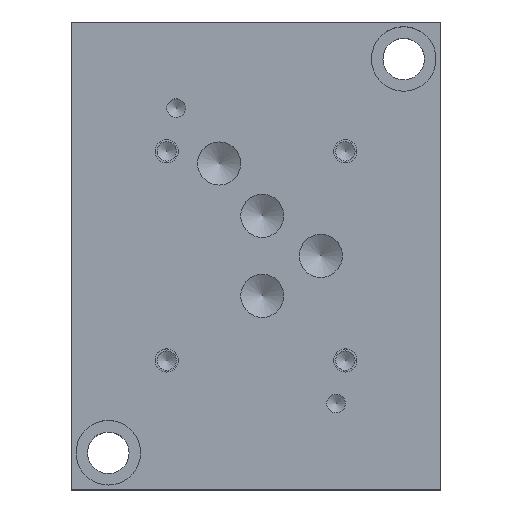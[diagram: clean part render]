
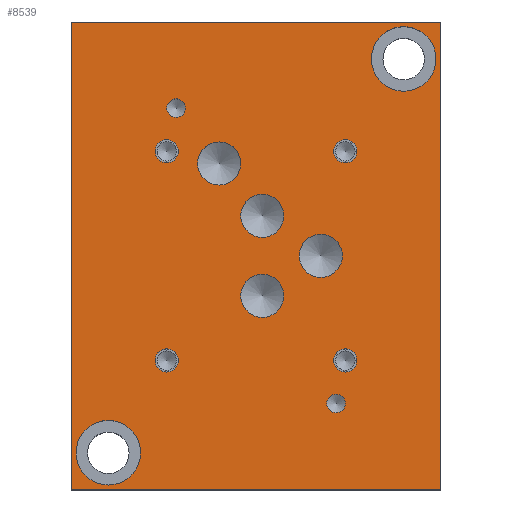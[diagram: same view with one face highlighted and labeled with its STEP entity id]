
A CAD part, top view. The second image highlights one B-rep face of the part: STEP entity #8539.
In plain terms, the highlighted planar face has unit normal (0, 0, 1).
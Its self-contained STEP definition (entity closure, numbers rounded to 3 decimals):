
#82=CIRCLE('',#8796,8.331);
#83=CIRCLE('',#8797,8.331);
#87=CIRCLE('',#8803,8.331);
#88=CIRCLE('',#8804,8.331);
#186=CIRCLE('',#8955,2.388);
#187=CIRCLE('',#8956,2.388);
#190=CIRCLE('',#8961,2.388);
#191=CIRCLE('',#8962,2.388);
#194=CIRCLE('',#8967,5.556);
#195=CIRCLE('',#8968,5.556);
#198=CIRCLE('',#8973,5.556);
#199=CIRCLE('',#8974,5.556);
#202=CIRCLE('',#8979,5.556);
#203=CIRCLE('',#8980,5.556);
#206=CIRCLE('',#8985,5.563);
#207=CIRCLE('',#8986,5.563);
#213=CIRCLE('',#8995,2.997);
#214=CIRCLE('',#8996,2.997);
#220=CIRCLE('',#9006,2.997);
#221=CIRCLE('',#9007,2.997);
#227=CIRCLE('',#9017,2.997);
#228=CIRCLE('',#9018,2.997);
#234=CIRCLE('',#9028,2.997);
#235=CIRCLE('',#9029,2.997);
#288=FACE_BOUND('',#1536,.T.);
#289=FACE_BOUND('',#1537,.T.);
#290=FACE_BOUND('',#1538,.T.);
#291=FACE_BOUND('',#1539,.T.);
#292=FACE_BOUND('',#1540,.T.);
#293=FACE_BOUND('',#1541,.T.);
#294=FACE_BOUND('',#1542,.T.);
#295=FACE_BOUND('',#1543,.T.);
#296=FACE_BOUND('',#1544,.T.);
#297=FACE_BOUND('',#1545,.T.);
#298=FACE_BOUND('',#1546,.T.);
#299=FACE_BOUND('',#1547,.T.);
#1052=FACE_OUTER_BOUND('',#1535,.T.);
#1535=EDGE_LOOP('',(#7480,#7481,#7482,#7483));
#1536=EDGE_LOOP('',(#7484,#7485));
#1537=EDGE_LOOP('',(#7486,#7487));
#1538=EDGE_LOOP('',(#7488,#7489));
#1539=EDGE_LOOP('',(#7490,#7491));
#1540=EDGE_LOOP('',(#7492,#7493));
#1541=EDGE_LOOP('',(#7494,#7495));
#1542=EDGE_LOOP('',(#7496,#7497));
#1543=EDGE_LOOP('',(#7498,#7499));
#1544=EDGE_LOOP('',(#7500,#7501));
#1545=EDGE_LOOP('',(#7502,#7503));
#1546=EDGE_LOOP('',(#7504,#7505));
#1547=EDGE_LOOP('',(#7506,#7507));
#1907=LINE('',#13220,#2714);
#2351=LINE('',#14611,#3158);
#2354=LINE('',#14617,#3161);
#2357=LINE('',#14621,#3164);
#2714=VECTOR('',#9589,10.);
#3158=VECTOR('',#10795,10.);
#3161=VECTOR('',#10800,10.);
#3164=VECTOR('',#10805,10.);
#3535=VERTEX_POINT('',#13217);
#3536=VERTEX_POINT('',#13219);
#3803=VERTEX_POINT('',#14137);
#3804=VERTEX_POINT('',#14138);
#3808=VERTEX_POINT('',#14150);
#3809=VERTEX_POINT('',#14151);
#3914=VERTEX_POINT('',#14448);
#3915=VERTEX_POINT('',#14449);
#3919=VERTEX_POINT('',#14461);
#3920=VERTEX_POINT('',#14462);
#3924=VERTEX_POINT('',#14474);
#3925=VERTEX_POINT('',#14475);
#3929=VERTEX_POINT('',#14487);
#3930=VERTEX_POINT('',#14488);
#3934=VERTEX_POINT('',#14500);
#3935=VERTEX_POINT('',#14501);
#3939=VERTEX_POINT('',#14513);
#3940=VERTEX_POINT('',#14514);
#3947=VERTEX_POINT('',#14533);
#3948=VERTEX_POINT('',#14534);
#3955=VERTEX_POINT('',#14555);
#3956=VERTEX_POINT('',#14556);
#3963=VERTEX_POINT('',#14577);
#3964=VERTEX_POINT('',#14578);
#3971=VERTEX_POINT('',#14599);
#3972=VERTEX_POINT('',#14600);
#3974=VERTEX_POINT('',#14610);
#3976=VERTEX_POINT('',#14616);
#4531=EDGE_CURVE('',#3536,#3535,#1907,.T.);
#4930=EDGE_CURVE('',#3803,#3804,#82,.T.);
#4931=EDGE_CURVE('',#3804,#3803,#83,.T.);
#4936=EDGE_CURVE('',#3808,#3809,#87,.T.);
#4937=EDGE_CURVE('',#3809,#3808,#88,.T.);
#5075=EDGE_CURVE('',#3914,#3915,#186,.T.);
#5076=EDGE_CURVE('',#3915,#3914,#187,.T.);
#5081=EDGE_CURVE('',#3919,#3920,#190,.T.);
#5082=EDGE_CURVE('',#3920,#3919,#191,.T.);
#5087=EDGE_CURVE('',#3924,#3925,#194,.T.);
#5088=EDGE_CURVE('',#3925,#3924,#195,.T.);
#5093=EDGE_CURVE('',#3929,#3930,#198,.T.);
#5094=EDGE_CURVE('',#3930,#3929,#199,.T.);
#5099=EDGE_CURVE('',#3934,#3935,#202,.T.);
#5100=EDGE_CURVE('',#3935,#3934,#203,.T.);
#5105=EDGE_CURVE('',#3939,#3940,#206,.T.);
#5106=EDGE_CURVE('',#3940,#3939,#207,.T.);
#5114=EDGE_CURVE('',#3947,#3948,#213,.T.);
#5115=EDGE_CURVE('',#3948,#3947,#214,.T.);
#5124=EDGE_CURVE('',#3955,#3956,#220,.T.);
#5125=EDGE_CURVE('',#3956,#3955,#221,.T.);
#5134=EDGE_CURVE('',#3963,#3964,#227,.T.);
#5135=EDGE_CURVE('',#3964,#3963,#228,.T.);
#5144=EDGE_CURVE('',#3971,#3972,#234,.T.);
#5145=EDGE_CURVE('',#3972,#3971,#235,.T.);
#5149=EDGE_CURVE('',#3974,#3536,#2351,.T.);
#5152=EDGE_CURVE('',#3976,#3974,#2354,.T.);
#5155=EDGE_CURVE('',#3535,#3976,#2357,.T.);
#7480=ORIENTED_EDGE('',*,*,#5155,.T.);
#7481=ORIENTED_EDGE('',*,*,#5152,.T.);
#7482=ORIENTED_EDGE('',*,*,#5149,.T.);
#7483=ORIENTED_EDGE('',*,*,#4531,.T.);
#7484=ORIENTED_EDGE('',*,*,#4930,.T.);
#7485=ORIENTED_EDGE('',*,*,#4931,.T.);
#7486=ORIENTED_EDGE('',*,*,#4936,.T.);
#7487=ORIENTED_EDGE('',*,*,#4937,.T.);
#7488=ORIENTED_EDGE('',*,*,#5075,.T.);
#7489=ORIENTED_EDGE('',*,*,#5076,.T.);
#7490=ORIENTED_EDGE('',*,*,#5081,.T.);
#7491=ORIENTED_EDGE('',*,*,#5082,.T.);
#7492=ORIENTED_EDGE('',*,*,#5087,.T.);
#7493=ORIENTED_EDGE('',*,*,#5088,.T.);
#7494=ORIENTED_EDGE('',*,*,#5093,.T.);
#7495=ORIENTED_EDGE('',*,*,#5094,.T.);
#7496=ORIENTED_EDGE('',*,*,#5099,.T.);
#7497=ORIENTED_EDGE('',*,*,#5100,.T.);
#7498=ORIENTED_EDGE('',*,*,#5105,.T.);
#7499=ORIENTED_EDGE('',*,*,#5106,.T.);
#7500=ORIENTED_EDGE('',*,*,#5114,.T.);
#7501=ORIENTED_EDGE('',*,*,#5115,.T.);
#7502=ORIENTED_EDGE('',*,*,#5124,.T.);
#7503=ORIENTED_EDGE('',*,*,#5125,.T.);
#7504=ORIENTED_EDGE('',*,*,#5134,.T.);
#7505=ORIENTED_EDGE('',*,*,#5135,.T.);
#7506=ORIENTED_EDGE('',*,*,#5144,.T.);
#7507=ORIENTED_EDGE('',*,*,#5145,.T.);
#7772=PLANE('',#9035);
#8539=ADVANCED_FACE('',(#1052,#288,#289,#290,#291,#292,#293,#294,#295,#296,
#297,#298,#299),#7772,.T.);
#8796=AXIS2_PLACEMENT_3D('',#14139,#10256,#10257);
#8797=AXIS2_PLACEMENT_3D('',#14140,#10258,#10259);
#8803=AXIS2_PLACEMENT_3D('',#14152,#10271,#10272);
#8804=AXIS2_PLACEMENT_3D('',#14153,#10273,#10274);
#8955=AXIS2_PLACEMENT_3D('',#14450,#10615,#10616);
#8956=AXIS2_PLACEMENT_3D('',#14451,#10617,#10618);
#8961=AXIS2_PLACEMENT_3D('',#14463,#10629,#10630);
#8962=AXIS2_PLACEMENT_3D('',#14464,#10631,#10632);
#8967=AXIS2_PLACEMENT_3D('',#14476,#10643,#10644);
#8968=AXIS2_PLACEMENT_3D('',#14477,#10645,#10646);
#8973=AXIS2_PLACEMENT_3D('',#14489,#10657,#10658);
#8974=AXIS2_PLACEMENT_3D('',#14490,#10659,#10660);
#8979=AXIS2_PLACEMENT_3D('',#14502,#10671,#10672);
#8980=AXIS2_PLACEMENT_3D('',#14503,#10673,#10674);
#8985=AXIS2_PLACEMENT_3D('',#14515,#10685,#10686);
#8986=AXIS2_PLACEMENT_3D('',#14516,#10687,#10688);
#8995=AXIS2_PLACEMENT_3D('',#14535,#10707,#10708);
#8996=AXIS2_PLACEMENT_3D('',#14536,#10709,#10710);
#9006=AXIS2_PLACEMENT_3D('',#14557,#10732,#10733);
#9007=AXIS2_PLACEMENT_3D('',#14558,#10734,#10735);
#9017=AXIS2_PLACEMENT_3D('',#14579,#10757,#10758);
#9018=AXIS2_PLACEMENT_3D('',#14580,#10759,#10760);
#9028=AXIS2_PLACEMENT_3D('',#14601,#10782,#10783);
#9029=AXIS2_PLACEMENT_3D('',#14602,#10784,#10785);
#9035=AXIS2_PLACEMENT_3D('',#14622,#10806,#10807);
#9589=DIRECTION('',(0.,-1.,0.));
#10256=DIRECTION('center_axis',(0.,0.,-1.));
#10257=DIRECTION('ref_axis',(1.,0.,0.));
#10258=DIRECTION('center_axis',(0.,0.,-1.));
#10259=DIRECTION('ref_axis',(1.,0.,0.));
#10271=DIRECTION('center_axis',(0.,0.,-1.));
#10272=DIRECTION('ref_axis',(1.,0.,0.));
#10273=DIRECTION('center_axis',(0.,0.,-1.));
#10274=DIRECTION('ref_axis',(1.,0.,0.));
#10615=DIRECTION('center_axis',(0.,0.,-1.));
#10616=DIRECTION('ref_axis',(1.,0.,0.));
#10617=DIRECTION('center_axis',(0.,0.,-1.));
#10618=DIRECTION('ref_axis',(1.,0.,0.));
#10629=DIRECTION('center_axis',(0.,0.,-1.));
#10630=DIRECTION('ref_axis',(1.,0.,0.));
#10631=DIRECTION('center_axis',(0.,0.,-1.));
#10632=DIRECTION('ref_axis',(1.,0.,0.));
#10643=DIRECTION('center_axis',(0.,0.,-1.));
#10644=DIRECTION('ref_axis',(1.,0.,0.));
#10645=DIRECTION('center_axis',(0.,0.,-1.));
#10646=DIRECTION('ref_axis',(1.,0.,0.));
#10657=DIRECTION('center_axis',(0.,0.,-1.));
#10658=DIRECTION('ref_axis',(1.,0.,0.));
#10659=DIRECTION('center_axis',(0.,0.,-1.));
#10660=DIRECTION('ref_axis',(1.,0.,0.));
#10671=DIRECTION('center_axis',(0.,0.,-1.));
#10672=DIRECTION('ref_axis',(1.,0.,0.));
#10673=DIRECTION('center_axis',(0.,0.,-1.));
#10674=DIRECTION('ref_axis',(1.,0.,0.));
#10685=DIRECTION('center_axis',(0.,0.,-1.));
#10686=DIRECTION('ref_axis',(1.,0.,0.));
#10687=DIRECTION('center_axis',(0.,0.,-1.));
#10688=DIRECTION('ref_axis',(1.,0.,0.));
#10707=DIRECTION('center_axis',(0.,0.,-1.));
#10708=DIRECTION('ref_axis',(1.,0.,0.));
#10709=DIRECTION('center_axis',(0.,0.,-1.));
#10710=DIRECTION('ref_axis',(1.,0.,0.));
#10732=DIRECTION('center_axis',(0.,0.,-1.));
#10733=DIRECTION('ref_axis',(1.,0.,0.));
#10734=DIRECTION('center_axis',(0.,0.,-1.));
#10735=DIRECTION('ref_axis',(1.,0.,0.));
#10757=DIRECTION('center_axis',(0.,0.,-1.));
#10758=DIRECTION('ref_axis',(1.,0.,0.));
#10759=DIRECTION('center_axis',(0.,0.,-1.));
#10760=DIRECTION('ref_axis',(1.,0.,0.));
#10782=DIRECTION('center_axis',(0.,0.,-1.));
#10783=DIRECTION('ref_axis',(1.,0.,0.));
#10784=DIRECTION('center_axis',(0.,0.,-1.));
#10785=DIRECTION('ref_axis',(1.,0.,0.));
#10795=DIRECTION('',(-1.,0.,0.));
#10800=DIRECTION('',(0.,1.,0.));
#10805=DIRECTION('',(1.,0.,0.));
#10806=DIRECTION('center_axis',(0.,0.,1.));
#10807=DIRECTION('ref_axis',(1.,0.,0.));
#13217=CARTESIAN_POINT('',(0.,0.,44.45));
#13219=CARTESIAN_POINT('',(0.,120.65,44.45));
#13220=CARTESIAN_POINT('',(0.,120.65,44.45));
#14137=CARTESIAN_POINT('',(17.856,9.525,44.45));
#14138=CARTESIAN_POINT('',(1.194,9.525,44.45));
#14139=CARTESIAN_POINT('Origin',(9.525,9.525,44.45));
#14140=CARTESIAN_POINT('Origin',(9.525,9.525,44.45));
#14150=CARTESIAN_POINT('',(94.056,111.125,44.45));
#14151=CARTESIAN_POINT('',(77.394,111.125,44.45));
#14152=CARTESIAN_POINT('Origin',(85.725,111.125,44.45));
#14153=CARTESIAN_POINT('Origin',(85.725,111.125,44.45));
#14448=CARTESIAN_POINT('',(70.676,22.238,44.45));
#14449=CARTESIAN_POINT('',(65.9,22.238,44.45));
#14450=CARTESIAN_POINT('Origin',(68.288,22.238,44.45));
#14451=CARTESIAN_POINT('Origin',(68.288,22.238,44.45));
#14461=CARTESIAN_POINT('',(29.401,98.438,44.45));
#14462=CARTESIAN_POINT('',(24.625,98.438,44.45));
#14463=CARTESIAN_POINT('Origin',(27.013,98.438,44.45));
#14464=CARTESIAN_POINT('Origin',(27.013,98.438,44.45));
#14474=CARTESIAN_POINT('',(54.794,70.655,44.45));
#14475=CARTESIAN_POINT('',(43.682,70.655,44.45));
#14476=CARTESIAN_POINT('Origin',(49.238,70.655,44.45));
#14477=CARTESIAN_POINT('Origin',(49.238,70.655,44.45));
#14487=CARTESIAN_POINT('',(43.689,84.15,44.45));
#14488=CARTESIAN_POINT('',(32.577,84.15,44.45));
#14489=CARTESIAN_POINT('Origin',(38.133,84.15,44.45));
#14490=CARTESIAN_POINT('Origin',(38.133,84.15,44.45));
#14500=CARTESIAN_POINT('',(54.799,50.02,44.45));
#14501=CARTESIAN_POINT('',(43.687,50.02,44.45));
#14502=CARTESIAN_POINT('Origin',(49.243,50.02,44.45));
#14503=CARTESIAN_POINT('Origin',(49.243,50.02,44.45));
#14513=CARTESIAN_POINT('',(69.901,60.338,44.45));
#14514=CARTESIAN_POINT('',(58.776,60.338,44.45));
#14515=CARTESIAN_POINT('Origin',(64.338,60.338,44.45));
#14516=CARTESIAN_POINT('Origin',(64.338,60.338,44.45));
#14533=CARTESIAN_POINT('',(73.66,33.338,44.45));
#14534=CARTESIAN_POINT('',(67.666,33.338,44.45));
#14535=CARTESIAN_POINT('Origin',(70.663,33.338,44.45));
#14536=CARTESIAN_POINT('Origin',(70.663,33.338,44.45));
#14555=CARTESIAN_POINT('',(73.66,87.313,44.45));
#14556=CARTESIAN_POINT('',(67.666,87.313,44.45));
#14557=CARTESIAN_POINT('Origin',(70.663,87.313,44.45));
#14558=CARTESIAN_POINT('Origin',(70.663,87.313,44.45));
#14577=CARTESIAN_POINT('',(27.623,33.338,44.45));
#14578=CARTESIAN_POINT('',(21.628,33.338,44.45));
#14579=CARTESIAN_POINT('Origin',(24.625,33.338,44.45));
#14580=CARTESIAN_POINT('Origin',(24.625,33.338,44.45));
#14599=CARTESIAN_POINT('',(27.61,87.325,44.45));
#14600=CARTESIAN_POINT('',(21.615,87.325,44.45));
#14601=CARTESIAN_POINT('Origin',(24.613,87.325,44.45));
#14602=CARTESIAN_POINT('Origin',(24.613,87.325,44.45));
#14610=CARTESIAN_POINT('',(95.25,120.65,44.45));
#14611=CARTESIAN_POINT('',(95.25,120.65,44.45));
#14616=CARTESIAN_POINT('',(95.25,0.,44.45));
#14617=CARTESIAN_POINT('',(95.25,0.,44.45));
#14621=CARTESIAN_POINT('',(0.,0.,44.45));
#14622=CARTESIAN_POINT('Origin',(47.625,60.325,44.45));
